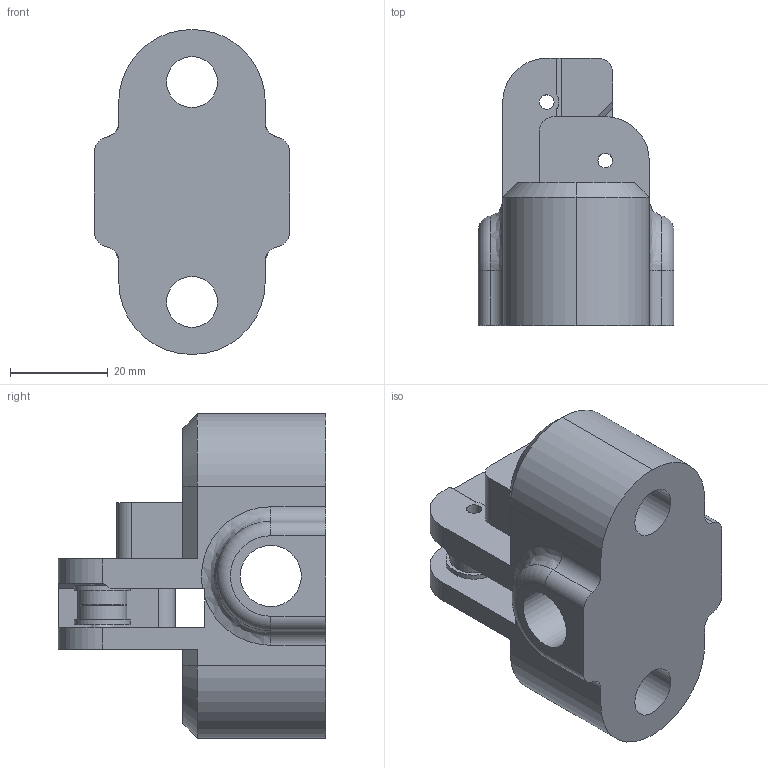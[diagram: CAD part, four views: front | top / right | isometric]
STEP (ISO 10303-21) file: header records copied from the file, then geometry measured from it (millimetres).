
FILE_DESCRIPTION(/* description */ (''),/* implementation_level */ '2;1');
FILE_NAME(/* name */ 'Y Carriage Gleitlager v9.step',/* time_stamp */ '2020-10-20T11:50:40+02:00',/* author */ (''),/* organization */ (''),/* preprocessor_version */ 'ST-DEVELOPER v18.1',/* originating_system */ 'Autodesk Translation Framework v9.3.0.1241',/* authorisation */ '');
FILE_SCHEMA (('AUTOMOTIVE_DESIGN { 1 0 10303 214 3 1 1 }','INTEGRATED_CNC_SCHEMA'));
Length unit declared in the file: millimetre
Products named in the file (2): Y Carriage Gleitlager; F623ZZ
Assembly tree (4 placements, depth 2):
  Y Carriage Gleitlager
    F623ZZ  x4
Bounding box: 40 x 54.75 x 66.5 mm (x, y, z)
Volume: 54630.5 mm3; surface area: 17550.9 mm2
Topology: 5 solids, 5 shells, 119 faces, 293 edges, 190 vertices
Faces by surface type: plane 58, cylinder 43, cone 14, bspline 2, torus 2
Full cylindrical faces by diameter (mm): 3 x8, 10 x4, 10.4 x2, 11.5 x4, 12.5 x1
Entity records: 3636 total; most frequent: CARTESIAN_POINT 1033, DIRECTION 539, ORIENTED_EDGE 520, EDGE_CURVE 260, AXIS2_PLACEMENT_3D 191, VERTEX_POINT 169, LINE 157, VECTOR 157
